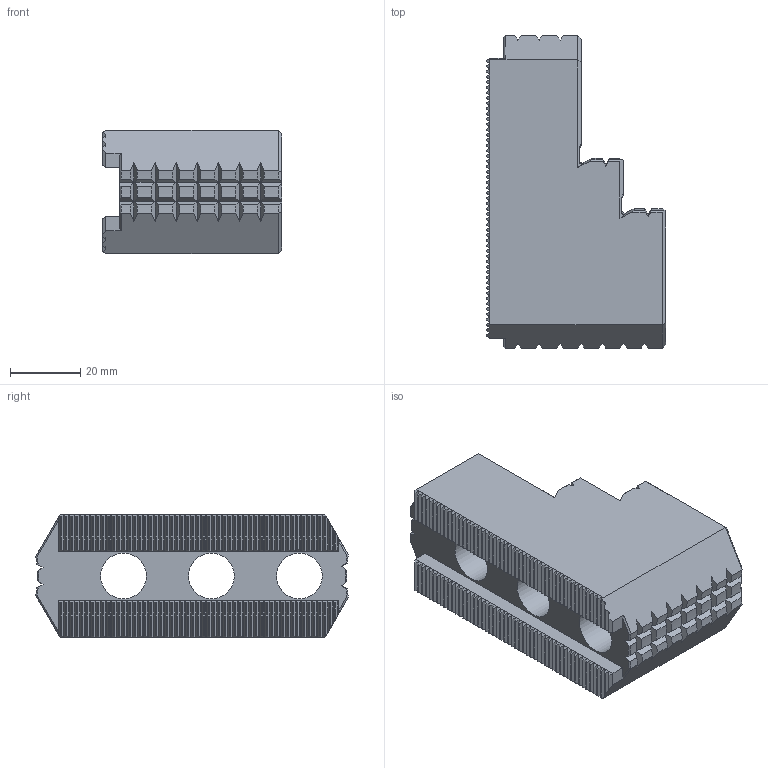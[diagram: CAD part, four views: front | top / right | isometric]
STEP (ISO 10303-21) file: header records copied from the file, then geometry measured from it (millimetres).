
FILE_DESCRIPTION (( 'STEP AP214' ), '1' );
FILE_NAME ('HB08N1-61P349697-2.STEP', '2025-09-03T10:07:12', ( '' ), ( '' ), 'SwSTEP 2.0', 'SolidWorks 2022', '' );
FILE_SCHEMA (( 'AUTOMOTIVE_DESIGN' ));
Length unit declared in the file: millimetre
Products named in the file (1): HB08N1-61P349697-2
Bounding box: 51 x 88.87 x 35 mm (x, y, z)
Volume: 81441.3 mm3; surface area: 22452.9 mm2
Topology: 1 solids, 1 shells, 673 faces, 1970 edges, 1300 vertices
Faces by surface type: plane 422, cylinder 171, cone 73, torus 7
Full cylindrical faces by diameter (mm): 13 x3, 19 x3
Entity records: 22188 total; most frequent: CARTESIAN_POINT 5367, ORIENTED_EDGE 3900, DIRECTION 3030, EDGE_CURVE 1950, VECTOR 1298, LINE 1298, VERTEX_POINT 1293, AXIS2_PLACEMENT_3D 866
